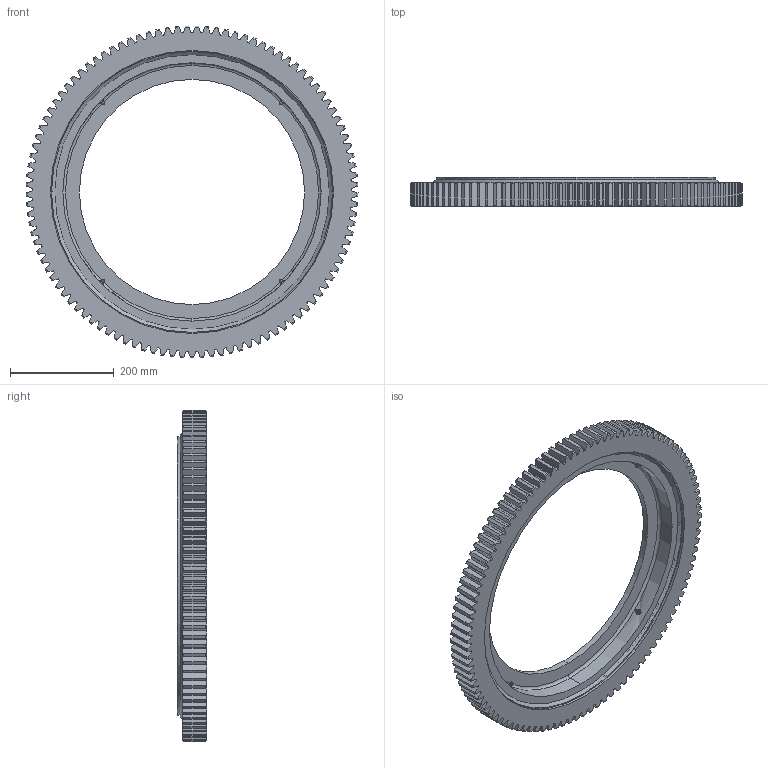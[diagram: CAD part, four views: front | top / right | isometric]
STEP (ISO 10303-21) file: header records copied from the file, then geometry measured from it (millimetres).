
FILE_DESCRIPTION (( 'STEP AP203' ), '1' );
FILE_NAME ('21-0541-00.STEP', '2017-12-27T14:42:51', ( 'defontaine' ), ( 'Hewlett-Packard Company' ), 'SwSTEP 2.0', 'SolidWorks 2016', '' );
FILE_SCHEMA (( 'CONFIG_CONTROL_DESIGN' ));
Length unit declared in the file: millimetre
Products named in the file (1): 21-0541-00
Bounding box: 639.99 x 56 x 639.93 mm (x, y, z)
Volume: 5237392.8 mm3; surface area: 865945.9 mm2
Topology: 9 solids, 9 shells, 787 faces, 2227 edges, 1469 vertices
Faces by surface type: plane 263, cylinder 243, cone 243, torus 28, sphere 10
Entity records: 26655 total; most frequent: CARTESIAN_POINT 6254, ORIENTED_EDGE 4444, DIRECTION 4170, EDGE_CURVE 2222, AXIS2_PLACEMENT_3D 1596, VERTEX_POINT 1466, LINE 978, VECTOR 978
